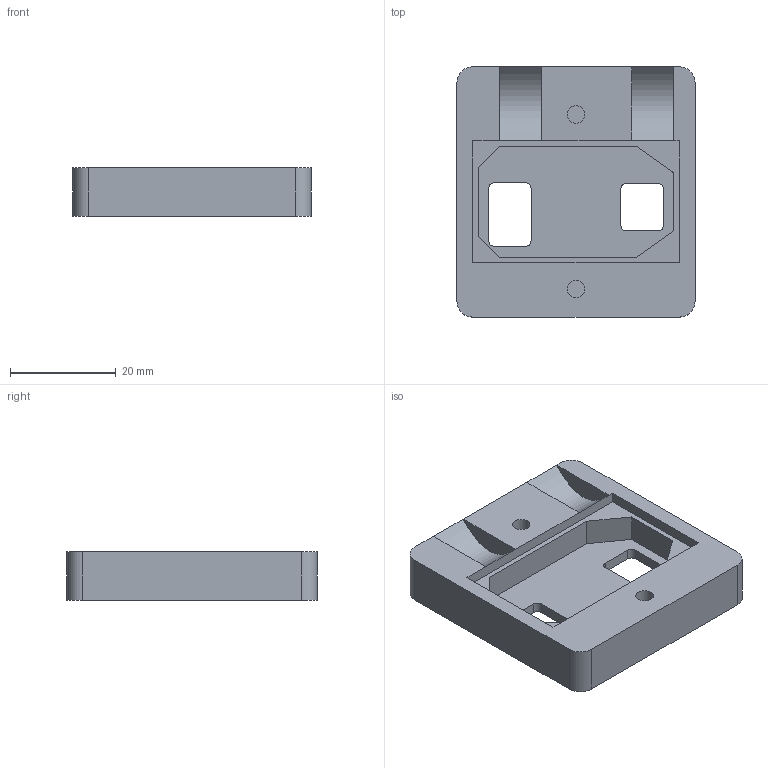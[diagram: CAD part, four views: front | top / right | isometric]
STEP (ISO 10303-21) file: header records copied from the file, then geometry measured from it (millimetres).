
FILE_DESCRIPTION(('FreeCAD Model'),'2;1');
FILE_NAME('Open CASCADE Shape Model','2024-01-28T16:46:29',(''),(''), 'Open CASCADE STEP processor 7.7','FreeCAD','Unknown');
FILE_SCHEMA(('AUTOMOTIVE_DESIGN { 1 0 10303 214 1 1 1 1 }'));
Length unit declared in the file: millimetre
Products named in the file (1): ltop
Bounding box: 45 x 47.3 x 9.2 mm (x, y, z)
Volume: 12680.5 mm3; surface area: 6947.6 mm2
Topology: 1 solids, 1 shells, 55 faces, 136 edges, 88 vertices
Faces by surface type: plane 33, cylinder 16, bspline 6
Full cylindrical faces by diameter (mm): 3.3 x2, 6 x2
Entity records: 1908 total; most frequent: CARTESIAN_POINT 574, ORIENTED_EDGE 272, DIRECTION 260, EDGE_CURVE 136, LINE 96, VECTOR 96, VERTEX_POINT 88, AXIS2_PLACEMENT_3D 82
